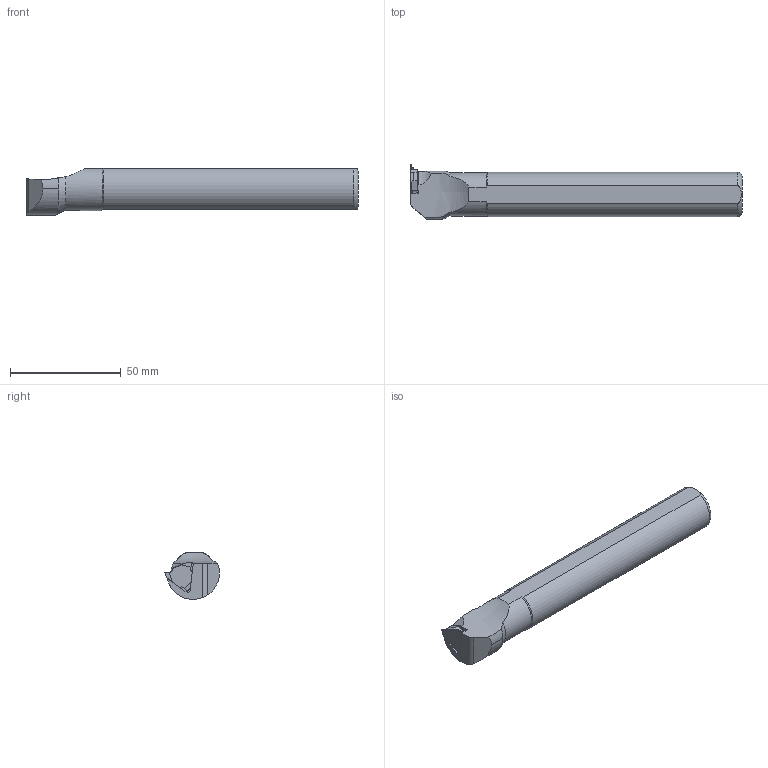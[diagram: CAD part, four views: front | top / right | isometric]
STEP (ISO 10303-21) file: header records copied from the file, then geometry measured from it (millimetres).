
FILE_DESCRIPTION(/* description */ (''),/* implementation_level */ '2;1');
FILE_NAME(/* name */ 'AIKT-QC16-L-20-_0.5-2.stp',/* time_stamp */ '2023-10-13T17:43:27+03:00',/* author */ (''),/* organization */ (''),/* preprocessor_version */ 'ST-DEVELOPER v19.4',/* originating_system */ 'SIEMENS PLM Software NX2306.3001',/* authorisation */ '');
FILE_SCHEMA (('AUTOMOTIVE_DESIGN { 1 0 10303 214 3 1 1 1 }'));
Length unit declared in the file: millimetre
Products named in the file (1): AIKT-QC16-R-20-_0.5-2_x_t_objects
Bounding box: 150 x 24.75 x 21.05 mm (x, y, z)
Volume: 44648.4 mm3; surface area: 10200.5 mm2
Topology: 2 solids, 2 shells, 58 faces, 160 edges, 106 vertices
Faces by surface type: plane 35, cylinder 15, cone 6, bspline 1, torus 1
Entity records: 2166 total; most frequent: CARTESIAN_POINT 663, ORIENTED_EDGE 316, DIRECTION 295, EDGE_CURVE 158, VERTEX_POINT 105, AXIS2_PLACEMENT_3D 103, LINE 89, VECTOR 89
